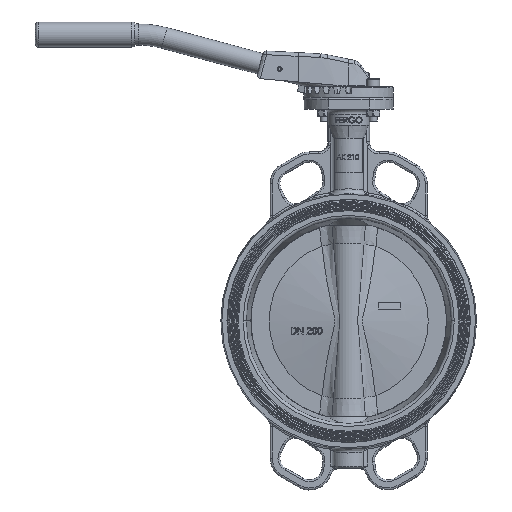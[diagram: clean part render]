
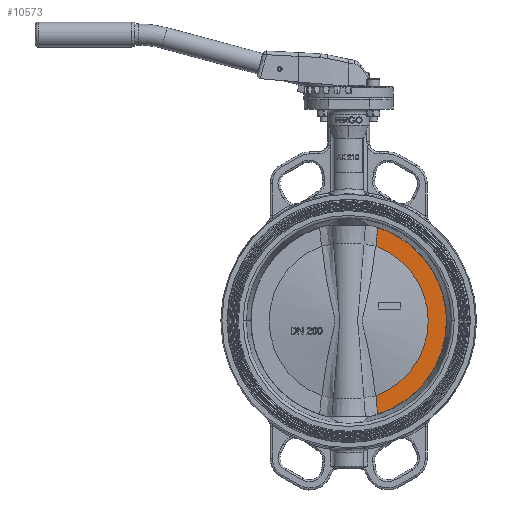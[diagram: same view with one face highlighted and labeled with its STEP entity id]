
A CAD part, front view. The second image highlights one B-rep face of the part: STEP entity #10573.
In plain terms, the highlighted planar face has unit normal (0, -1, 0).
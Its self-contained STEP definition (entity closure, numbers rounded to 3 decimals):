
#4145 = CARTESIAN_POINT ( 'NONE',  ( 27.977, -4., -81.345 ) ) ;
#5756 = DIRECTION ( 'NONE',  ( 0., 0., -1. ) ) ;
#7062 = CARTESIAN_POINT ( 'NONE',  ( 94.809, -4., 31.134 ) ) ;
#7545 = CARTESIAN_POINT ( 'NONE',  ( 43.766, -4., 88.289 ) ) ;
#7703 = ORIENTED_EDGE ( 'NONE', *, *, #42113, .F. ) ;
#9835 = CARTESIAN_POINT ( 'NONE',  ( 61.639, -4., 77.59 ) ) ;
#10573 = ADVANCED_FACE ( 'NONE', ( #48563 ), #77816, .T. ) ;
#11785 = CARTESIAN_POINT ( 'NONE',  ( 28.566, -4., -87.522 ) ) ;
#12020 = CARTESIAN_POINT ( 'NONE',  ( 0., -4., 100.07 ) ) ;
#14243 = CARTESIAN_POINT ( 'NONE',  ( 29.151, -4., -93.7 ) ) ;
#15129 = B_SPLINE_CURVE_WITH_KNOTS ( 'NONE', 3,
 ( #69892, #4145, #11785, #91435 ),
 .UNSPECIFIED., .F., .F.,
 ( 4, 4 ),
 ( 0., 0.019 ),
 .UNSPECIFIED. ) ;
#17022 = CARTESIAN_POINT ( 'NONE',  ( 99.79, -4., 0. ) ) ;
#17346 = CARTESIAN_POINT ( 'NONE',  ( 27.382, -4., 75.168 ) ) ;
#21563 = CARTESIAN_POINT ( 'NONE',  ( 27.382, -4., -75.168 ) ) ;
#29626 = CARTESIAN_POINT ( 'NONE',  ( 61.639, -4., -77.59 ) ) ;
#30449 = B_SPLINE_CURVE_WITH_KNOTS ( 'NONE', 3,
 ( #69210, #33185, #90788, #17346 ),
 .UNSPECIFIED., .F., .F.,
 ( 4, 4 ),
 ( 0.002, 0.021 ),
 .UNSPECIFIED. ) ;
#31244 = VERTEX_POINT ( 'NONE', #21563 ) ;
#31887 = CARTESIAN_POINT ( 'NONE',  ( 94.809, -4., -31.134 ) ) ;
#33185 = CARTESIAN_POINT ( 'NONE',  ( 28.566, -4., 87.522 ) ) ;
#34238 = VERTEX_POINT ( 'NONE', #47306 ) ;
#34600 = CARTESIAN_POINT ( 'NONE',  ( 29.151, -4., 93.7 ) ) ;
#35173 = VERTEX_POINT ( 'NONE', #93998 ) ;
#36385 = CARTESIAN_POINT ( 'NONE',  ( 34.116, -4., -92.155 ) ) ;
#36692 = DIRECTION ( 'NONE',  ( 0., 0., -1. ) ) ;
#39801 = B_SPLINE_CURVE_WITH_KNOTS ( 'NONE', 3,
 ( #14243, #36385, #46849, #29626, #75166, #31887, #17022, #7062, #73315, #9835, #7545, #58926, #80522 ),
 .UNSPECIFIED., .F., .F.,
 ( 4, 1, 1, 1, 1, 1, 1, 1, 1, 1, 4 ),
 ( 0., 0.063, 0.125, 0.25, 0.375, 0.5, 0.625, 0.75, 0.875, 0.938, 1. ),
 .UNSPECIFIED. ) ;
#42113 = EDGE_CURVE ( 'NONE', #31244, #34238, #94901, .T. ) ;
#43264 = DIRECTION ( 'NONE',  ( 0., -1., 0. ) ) ;
#46849 = CARTESIAN_POINT ( 'NONE',  ( 43.766, -4., -88.289 ) ) ;
#47306 = CARTESIAN_POINT ( 'NONE',  ( 27.382, -4., 75.168 ) ) ;
#48563 = FACE_OUTER_BOUND ( 'NONE', #84185, .T. ) ;
#57210 = AXIS2_PLACEMENT_3D ( 'NONE', #12020, #43264, #5756 ) ;
#58926 = CARTESIAN_POINT ( 'NONE',  ( 34.116, -4., 92.155 ) ) ;
#60233 = VERTEX_POINT ( 'NONE', #34600 ) ;
#67362 = AXIS2_PLACEMENT_3D ( 'NONE', #67365, #88968, #36692 ) ;
#67365 = CARTESIAN_POINT ( 'NONE',  ( 0., -4., 0. ) ) ;
#69210 = CARTESIAN_POINT ( 'NONE',  ( 29.151, -4., 93.7 ) ) ;
#69892 = CARTESIAN_POINT ( 'NONE',  ( 27.382, -4., -75.168 ) ) ;
#69991 = EDGE_CURVE ( 'NONE', #35173, #60233, #39801, .T. ) ;
#73315 = CARTESIAN_POINT ( 'NONE',  ( 80.362, -4., 59.161 ) ) ;
#74457 = ORIENTED_EDGE ( 'NONE', *, *, #69991, .T. ) ;
#75166 = CARTESIAN_POINT ( 'NONE',  ( 80.362, -4., -59.161 ) ) ;
#75231 = ORIENTED_EDGE ( 'NONE', *, *, #92862, .T. ) ;
#77816 = PLANE ( 'NONE',  #57210 ) ;
#80522 = CARTESIAN_POINT ( 'NONE',  ( 29.151, -4., 93.7 ) ) ;
#81978 = ORIENTED_EDGE ( 'NONE', *, *, #93782, .T. ) ;
#84185 = EDGE_LOOP ( 'NONE', ( #75231, #74457, #81978, #7703 ) ) ;
#88968 = DIRECTION ( 'NONE',  ( 0., -1., 0. ) ) ;
#90788 = CARTESIAN_POINT ( 'NONE',  ( 27.977, -4., 81.345 ) ) ;
#91435 = CARTESIAN_POINT ( 'NONE',  ( 29.151, -4., -93.7 ) ) ;
#92862 = EDGE_CURVE ( 'NONE', #31244, #35173, #15129, .T. ) ;
#93782 = EDGE_CURVE ( 'NONE', #60233, #34238, #30449, .T. ) ;
#93998 = CARTESIAN_POINT ( 'NONE',  ( 29.151, -4., -93.7 ) ) ;
#94901 = CIRCLE ( 'NONE', #67362, 80. ) ;
